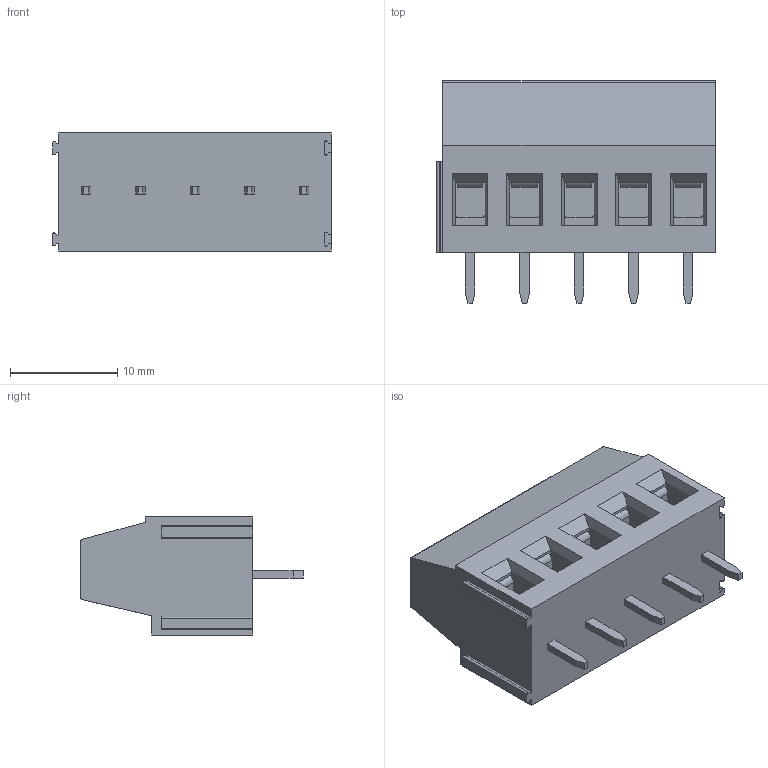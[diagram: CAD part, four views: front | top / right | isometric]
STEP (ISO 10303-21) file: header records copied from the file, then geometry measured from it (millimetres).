
FILE_DESCRIPTION(('STEP AP214'),'1');
FILE_NAME('MV255-5,08-V.stp','2021-05-27T16:00:35',(' '),(' '),'Spatial InterOp 3D',' ',' ');
FILE_SCHEMA(('automotive_design'));
Length unit declared in the file: metre
Products named in the file (1): 1
Bounding box: 25.98 x 20.7 x 11 mm (x, y, z)
Volume: 3415.3 mm3; surface area: 2381.5 mm2
Topology: 1 solids, 1 shells, 288 faces, 779 edges, 512 vertices
Faces by surface type: plane 233, cylinder 49, cone 5, extrusion 1
Full cylindrical faces by diameter (mm): 3.8 x5, 4 x5
Entity records: 11100 total; most frequent: CARTESIAN_POINT 1558, ORIENTED_EDGE 1508, DIRECTION 1442, EDGE_CURVE 754, VECTOR 636, LINE 635, VERTEX_POINT 502, AXIS2_PLACEMENT_3D 403
